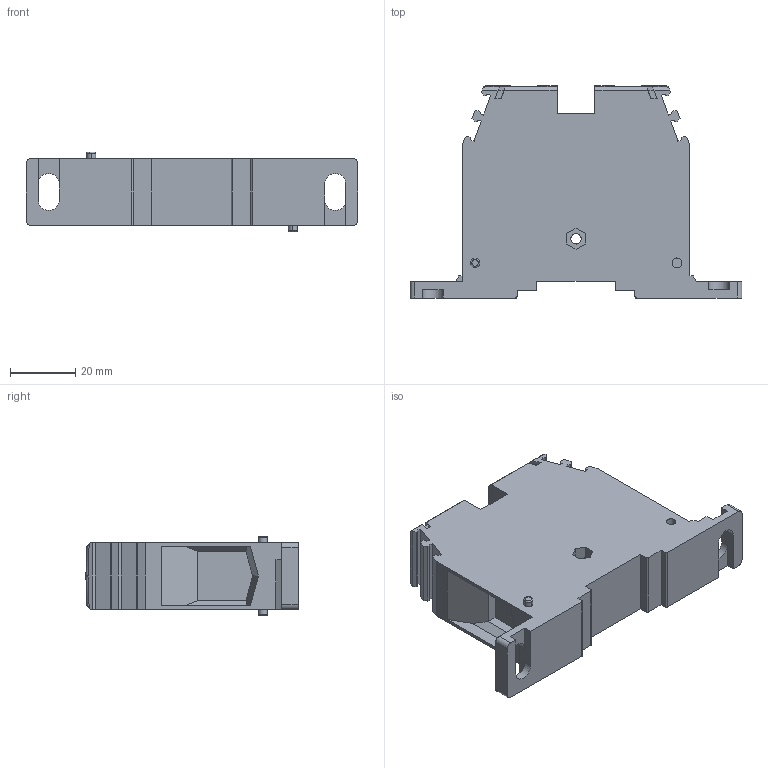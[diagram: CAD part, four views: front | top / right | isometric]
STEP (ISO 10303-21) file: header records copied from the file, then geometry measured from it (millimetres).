
FILE_DESCRIPTION(('Creo Elements/Direct Modeling STEP Export'),'2;1');
FILE_NAME('GPA.70 FIX.stp','2014-01-22T 8:49:30',(''),(''),'Creo Elements/Direct Modeling STEP processor for AP214 (Solid Model)','Creo Elements/Direct Modeling 18.0B 02-Dec-2011 (C) Parametric Technology GmbH','');
FILE_SCHEMA(('AUTOMOTIVE_DESIGN { 1 0 10303 214 1 1 1 1 }'));
Length unit declared in the file: millimetre
Products named in the file (2): GPA_70-FIX
Assembly tree (1 placements, depth 2):
  GPA_70-FIX
    GPA_70-FIX
Bounding box: 102 x 65.2 x 24.5 mm (x, y, z)
Volume: 79344.4 mm3; surface area: 17859.3 mm2
Topology: 1 solids, 1 shells, 197 faces, 557 edges, 367 vertices
Faces by surface type: plane 156, cylinder 33, bspline 4, torus 4
Entity records: 6350 total; most frequent: CARTESIAN_POINT 1236, ORIENTED_EDGE 1114, DIRECTION 972, EDGE_CURVE 557, VECTOR 466, LINE 466, VERTEX_POINT 367, AXIS2_PLACEMENT_3D 253
